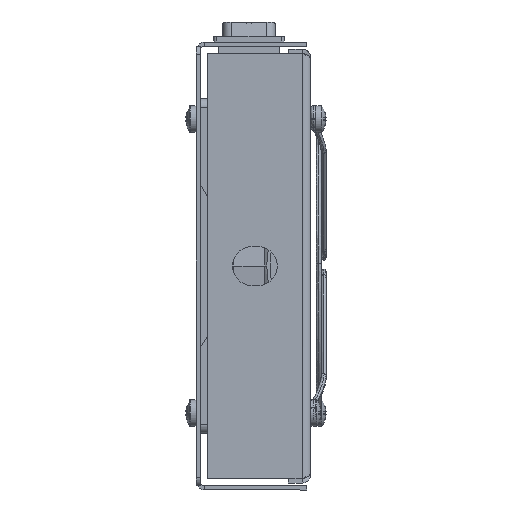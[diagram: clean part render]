
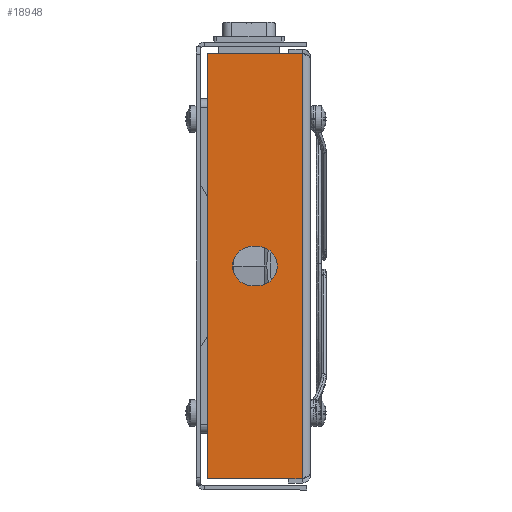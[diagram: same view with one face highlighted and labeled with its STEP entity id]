
A CAD part, left-side view. The second image highlights one B-rep face of the part: STEP entity #18948.
In plain terms, the highlighted planar face has unit normal (-1, 0, 0).
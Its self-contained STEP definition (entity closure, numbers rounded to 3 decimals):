
#1027 = VERTEX_POINT ( 'NONE', #19834 ) ;
#2249 = LINE ( 'NONE', #8922, #15301 ) ;
#2828 = DIRECTION ( 'NONE',  ( 1., 0., 0. ) ) ;
#2873 = CARTESIAN_POINT ( 'NONE',  ( -197.5, 1.5, 75.929 ) ) ;
#3141 = CARTESIAN_POINT ( 'NONE',  ( -197.5, 35.5, 75.929 ) ) ;
#3305 = VERTEX_POINT ( 'NONE', #2873 ) ;
#3676 = EDGE_CURVE ( 'NONE', #6406, #22984, #9506, .T. ) ;
#4304 = DIRECTION ( 'NONE',  ( 1., 0., 0. ) ) ;
#4316 = EDGE_CURVE ( 'NONE', #23800, #22215, #17160, .T. ) ;
#6064 = VECTOR ( 'NONE', #33687, 1000. ) ;
#6143 = LINE ( 'NONE', #33123, #33105 ) ;
#6148 = DIRECTION ( 'NONE',  ( 0., 1., 0. ) ) ;
#6406 = VERTEX_POINT ( 'NONE', #3141 ) ;
#6481 = CARTESIAN_POINT ( 'NONE',  ( -197.5, 1.5, -75.929 ) ) ;
#6704 = EDGE_CURVE ( 'NONE', #31817, #22215, #12992, .T. ) ;
#6803 = VECTOR ( 'NONE', #6148, 1000. ) ;
#7064 = DIRECTION ( 'NONE',  ( 0., -1., 0. ) ) ;
#7103 = AXIS2_PLACEMENT_3D ( 'NONE', #18399, #2828, #21038 ) ;
#7606 = LINE ( 'NONE', #19124, #6803 ) ;
#8744 = DIRECTION ( 'NONE',  ( 0., 0., 1. ) ) ;
#8922 = CARTESIAN_POINT ( 'NONE',  ( -197.5, 1.5, -76. ) ) ;
#8953 = CARTESIAN_POINT ( 'NONE',  ( -197.5, 6.5, 75.929 ) ) ;
#9048 = CIRCLE ( 'NONE', #33696, 7. ) ;
#9158 = FACE_OUTER_BOUND ( 'NONE', #31300, .T. ) ;
#9506 = LINE ( 'NONE', #30704, #14766 ) ;
#9563 = PLANE ( 'NONE',  #20261 ) ;
#9737 = AXIS2_PLACEMENT_3D ( 'NONE', #30907, #15212, #33499 ) ;
#9853 = CARTESIAN_POINT ( 'NONE',  ( -197.5, 6.5, -75.929 ) ) ;
#11476 = CARTESIAN_POINT ( 'NONE',  ( -197.5, 19.5, 0. ) ) ;
#11520 = VERTEX_POINT ( 'NONE', #27889 ) ;
#11553 = DIRECTION ( 'NONE',  ( 0., 0., -1. ) ) ;
#11953 = ORIENTED_EDGE ( 'NONE', *, *, #24894, .T. ) ;
#11987 = ORIENTED_EDGE ( 'NONE', *, *, #30573, .T. ) ;
#12171 = DIRECTION ( 'NONE',  ( 0., 1., 0. ) ) ;
#12803 = VERTEX_POINT ( 'NONE', #27068 ) ;
#12976 = LINE ( 'NONE', #23139, #6064 ) ;
#12992 = LINE ( 'NONE', #19047, #26922 ) ;
#14058 = DIRECTION ( 'NONE',  ( 0., 1., 0. ) ) ;
#14766 = VECTOR ( 'NONE', #31975, 1000. ) ;
#14974 = EDGE_CURVE ( 'NONE', #11520, #24633, #6143, .T. ) ;
#15075 = CARTESIAN_POINT ( 'NONE',  ( -197.5, 19.5, -7. ) ) ;
#15195 = ORIENTED_EDGE ( 'NONE', *, *, #14974, .T. ) ;
#15212 = DIRECTION ( 'NONE',  ( 1., 0., 0. ) ) ;
#15301 = VECTOR ( 'NONE', #11553, 1000. ) ;
#16822 = ORIENTED_EDGE ( 'NONE', *, *, #21971, .T. ) ;
#17160 = LINE ( 'NONE', #8953, #23298 ) ;
#18399 = CARTESIAN_POINT ( 'NONE',  ( -197.5, 17.5, 0. ) ) ;
#18447 = ORIENTED_EDGE ( 'NONE', *, *, #4316, .T. ) ;
#18776 = ORIENTED_EDGE ( 'NONE', *, *, #30513, .T. ) ;
#18948 = ADVANCED_FACE ( 'NONE', ( #9158, #21366 ), #9563, .F. ) ;
#19047 = CARTESIAN_POINT ( 'NONE',  ( -197.5, 6.5, -75.929 ) ) ;
#19124 = CARTESIAN_POINT ( 'NONE',  ( -197.5, 6.5, 75.929 ) ) ;
#19223 = DIRECTION ( 'NONE',  ( 0., 1., 0. ) ) ;
#19834 = CARTESIAN_POINT ( 'NONE',  ( -197.5, 19.5, -7. ) ) ;
#20261 = AXIS2_PLACEMENT_3D ( 'NONE', #22509, #4304, #12171 ) ;
#21038 = DIRECTION ( 'NONE',  ( 0., 1., 0. ) ) ;
#21366 = FACE_BOUND ( 'NONE', #29170, .T. ) ;
#21542 = VECTOR ( 'NONE', #22920, 1000. ) ;
#21971 = EDGE_CURVE ( 'NONE', #1027, #11520, #9048, .T. ) ;
#22215 = VERTEX_POINT ( 'NONE', #9853 ) ;
#22509 = CARTESIAN_POINT ( 'NONE',  ( -197.5, 6.5, -76. ) ) ;
#22920 = DIRECTION ( 'NONE',  ( 0., 1., 0. ) ) ;
#22984 = VERTEX_POINT ( 'NONE', #26342 ) ;
#23139 = CARTESIAN_POINT ( 'NONE',  ( -197.5, 6.5, -76. ) ) ;
#23298 = VECTOR ( 'NONE', #8744, 1000. ) ;
#23761 = ORIENTED_EDGE ( 'NONE', *, *, #31712, .T. ) ;
#23800 = VERTEX_POINT ( 'NONE', #33025 ) ;
#24633 = VERTEX_POINT ( 'NONE', #33856 ) ;
#24894 = EDGE_CURVE ( 'NONE', #24633, #32618, #26002, .T. ) ;
#26002 = CIRCLE ( 'NONE', #9737, 7. ) ;
#26342 = CARTESIAN_POINT ( 'NONE',  ( -197.5, 35.5, -76. ) ) ;
#26362 = EDGE_CURVE ( 'NONE', #32618, #12803, #31193, .T. ) ;
#26922 = VECTOR ( 'NONE', #19223, 1000. ) ;
#27068 = CARTESIAN_POINT ( 'NONE',  ( -197.5, 17.5, -7. ) ) ;
#27889 = CARTESIAN_POINT ( 'NONE',  ( -197.5, 19.5, 7. ) ) ;
#28525 = LINE ( 'NONE', #15075, #21542 ) ;
#28779 = CARTESIAN_POINT ( 'NONE',  ( -197.5, 10.5, 0. ) ) ;
#29170 = EDGE_LOOP ( 'NONE', ( #16822, #15195, #11953, #30336, #18776 ) ) ;
#29727 = DIRECTION ( 'NONE',  ( 1., 0., 0. ) ) ;
#29933 = ORIENTED_EDGE ( 'NONE', *, *, #3676, .T. ) ;
#30336 = ORIENTED_EDGE ( 'NONE', *, *, #26362, .T. ) ;
#30513 = EDGE_CURVE ( 'NONE', #12803, #1027, #28525, .T. ) ;
#30573 = EDGE_CURVE ( 'NONE', #22984, #23800, #12976, .T. ) ;
#30704 = CARTESIAN_POINT ( 'NONE',  ( -197.5, 35.5, -76. ) ) ;
#30762 = ORIENTED_EDGE ( 'NONE', *, *, #6704, .F. ) ;
#30907 = CARTESIAN_POINT ( 'NONE',  ( -197.5, 17.5, 0. ) ) ;
#31193 = CIRCLE ( 'NONE', #7103, 7. ) ;
#31300 = EDGE_LOOP ( 'NONE', ( #32411, #23761, #29933, #11987, #18447, #30762 ) ) ;
#31712 = EDGE_CURVE ( 'NONE', #3305, #6406, #7606, .T. ) ;
#31817 = VERTEX_POINT ( 'NONE', #6481 ) ;
#31975 = DIRECTION ( 'NONE',  ( 0., 0., -1. ) ) ;
#32411 = ORIENTED_EDGE ( 'NONE', *, *, #32780, .F. ) ;
#32618 = VERTEX_POINT ( 'NONE', #28779 ) ;
#32780 = EDGE_CURVE ( 'NONE', #3305, #31817, #2249, .T. ) ;
#33025 = CARTESIAN_POINT ( 'NONE',  ( -197.5, 6.5, -76. ) ) ;
#33105 = VECTOR ( 'NONE', #7064, 1000. ) ;
#33123 = CARTESIAN_POINT ( 'NONE',  ( -197.5, 19.5, 7. ) ) ;
#33499 = DIRECTION ( 'NONE',  ( 0., 1., 0. ) ) ;
#33687 = DIRECTION ( 'NONE',  ( 0., -1., 0. ) ) ;
#33696 = AXIS2_PLACEMENT_3D ( 'NONE', #11476, #29727, #14058 ) ;
#33856 = CARTESIAN_POINT ( 'NONE',  ( -197.5, 17.5, 7. ) ) ;
